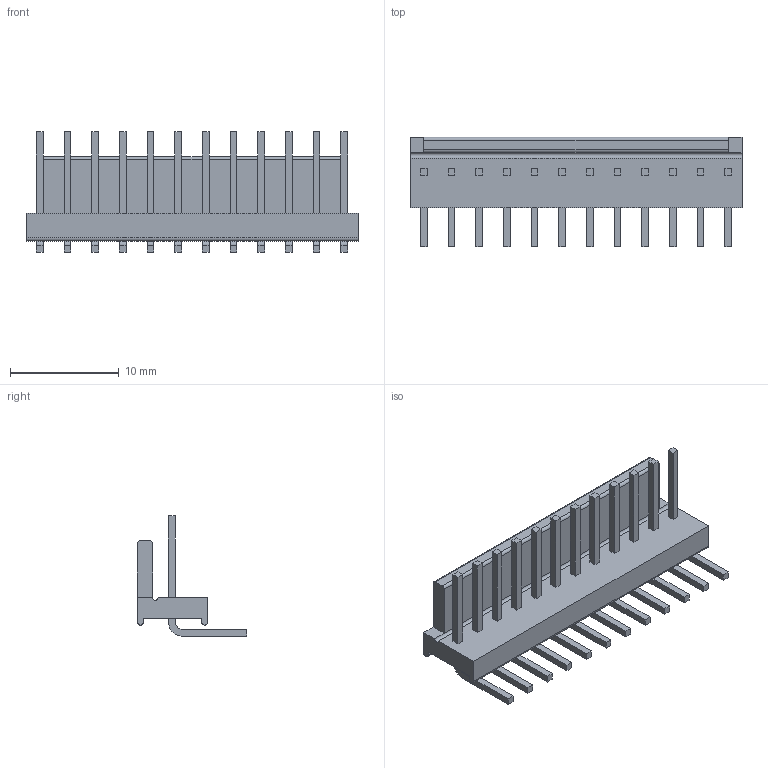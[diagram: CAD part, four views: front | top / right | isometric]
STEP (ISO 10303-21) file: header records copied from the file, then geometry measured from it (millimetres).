
FILE_DESCRIPTION(('STEP AP242'),'1');
FILE_NAME('1-640455-2.stp','2023-04-11T19:43:52',('TraceParts'),('TraceParts S.A.'),'Spatial InterOp 3D',' ',' ');
FILE_SCHEMA(('AP242_MANAGED_MODEL_BASED_3D_ENGINEERING_MIM_LF {1 0 10303 442 1 1 4}'));
Length unit declared in the file: millimetre
Products named in the file (1): 1-640455-2
Bounding box: 30.48 x 10.03 x 11.05 mm (x, y, z)
Volume: 669.4 mm3; surface area: 1373 mm2
Topology: 1 solids, 1 shells, 187 faces, 481 edges, 320 vertices
Faces by surface type: plane 158, cylinder 29
Entity records: 5632 total; most frequent: CARTESIAN_POINT 989, ORIENTED_EDGE 962, DIRECTION 915, EDGE_CURVE 481, LINE 423, VECTOR 423, VERTEX_POINT 320, AXIS2_PLACEMENT_3D 246
